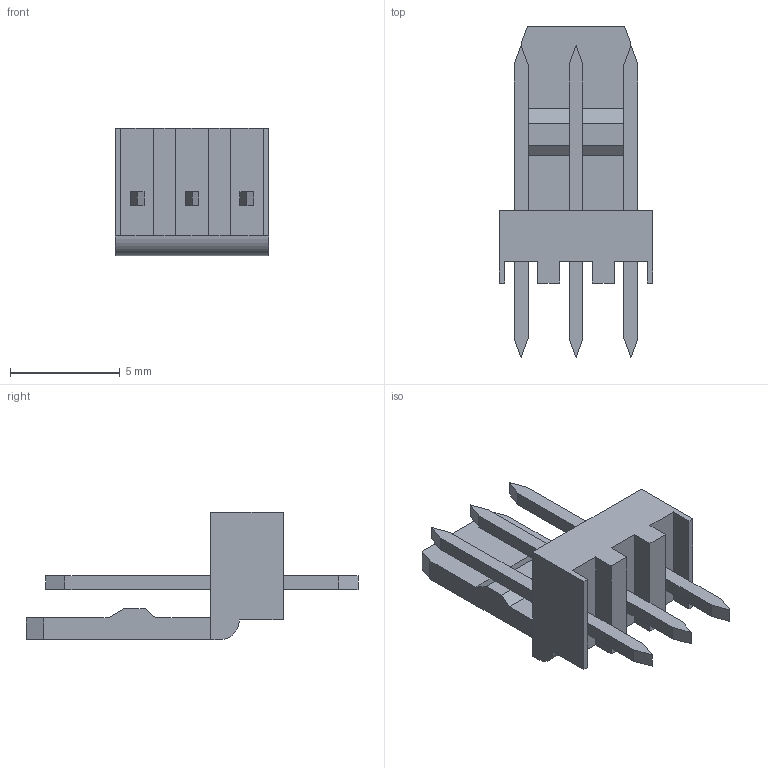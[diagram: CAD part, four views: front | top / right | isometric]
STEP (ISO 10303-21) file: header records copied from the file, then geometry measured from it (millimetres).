
FILE_DESCRIPTION((''),'2;1');
FILE_NAME('022041031','2013-12-25T',('me'),(''),'PRO/ENGINEER BY PARAMETRIC TECHNOLOGY CORPORATION, 2011490','PRO/ENGINEER BY PARAMETRIC TECHNOLOGY CORPORATION, 2011490','');
FILE_SCHEMA(('CONFIG_CONTROL_DESIGN'));
Length unit declared in the file: millimetre
Products named in the file (1): 022041031
Bounding box: 7 x 15.1 x 5.8 mm (x, y, z)
Volume: 154.5 mm3; surface area: 375.2 mm2
Topology: 1 solids, 1 shells, 76 faces, 204 edges, 138 vertices
Faces by surface type: plane 75, cylinder 1
Entity records: 2380 total; most frequent: CARTESIAN_POINT 414, ORIENTED_EDGE 396, DIRECTION 368, EDGE_CURVE 198, VECTOR 196, LINE 196, VERTEX_POINT 132, AXIS2_PLACEMENT_3D 86
